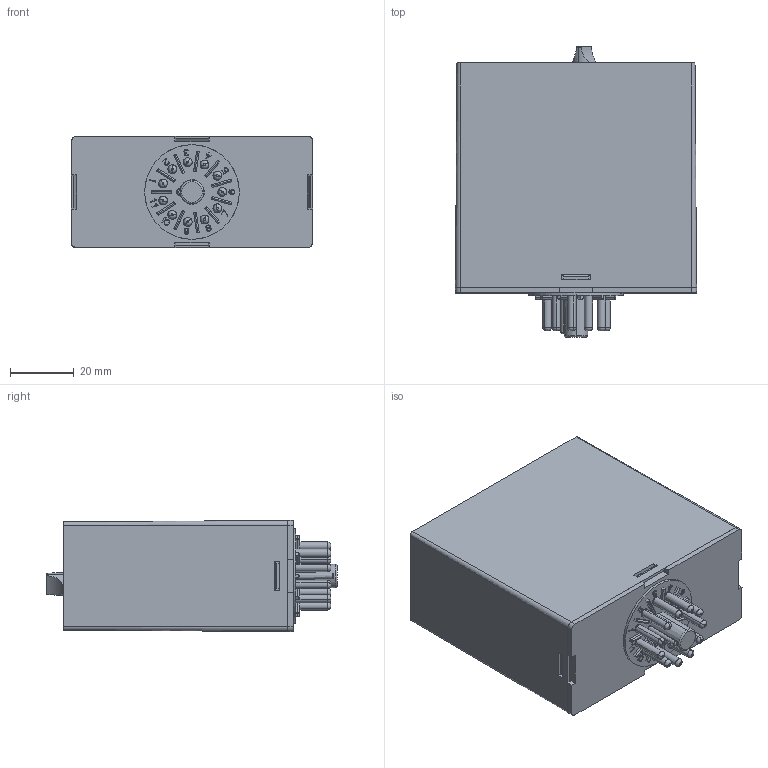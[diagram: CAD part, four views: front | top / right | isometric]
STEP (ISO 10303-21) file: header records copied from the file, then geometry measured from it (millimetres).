
FILE_DESCRIPTION (( 'STEP AP214' ), '1' );
FILE_NAME ('Ensamblaje PA 11 B.STEP', '2022-12-15T12:14:46', ( '' ), ( '' ), 'SwSTEP 2.0', 'SolidWorks 2016', '' );
FILE_SCHEMA (( 'AUTOMOTIVE_DESIGN' ));
Length unit declared in the file: millimetre
Products named in the file (19): PA box base - PA 11 A; Pin; High Spindel; Back cover; Ensamblaje PA 11 B
Assembly tree (14 placements, depth 2):
  PA box base - PA 11 A
  Pin
  High Spindel
  Back cover
  Ensamblaje PA 11 B
    PA box base - PA 11 A
    Back cover
    Pin  x11
    High Spindel
Bounding box: 75.9 x 91.4 x 35 mm (x, y, z)
Volume: 31633.6 mm3; surface area: 44925.9 mm2
Topology: 19 solids, 19 shells, 1332 faces, 3755 edges, 2572 vertices
Faces by surface type: plane 819, bspline 306, cone 84, cylinder 83, torus 40
Entity records: 51249 total; most frequent: CARTESIAN_POINT 15229, ORIENTED_EDGE 7110, DIRECTION 4343, EDGE_CURVE 3555, VERTEX_POINT 2452, LINE 2067, VECTOR 2067, EDGE_LOOP 1365
